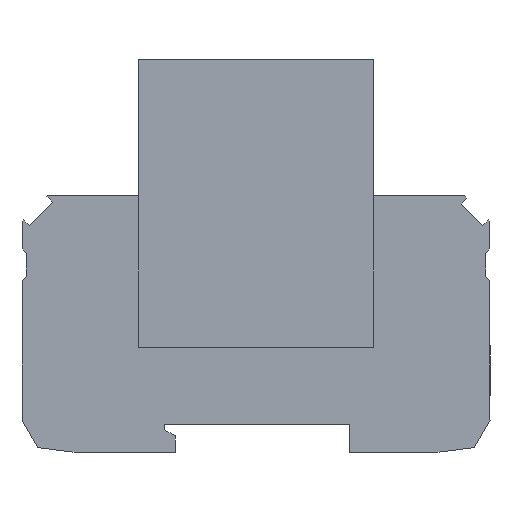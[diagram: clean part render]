
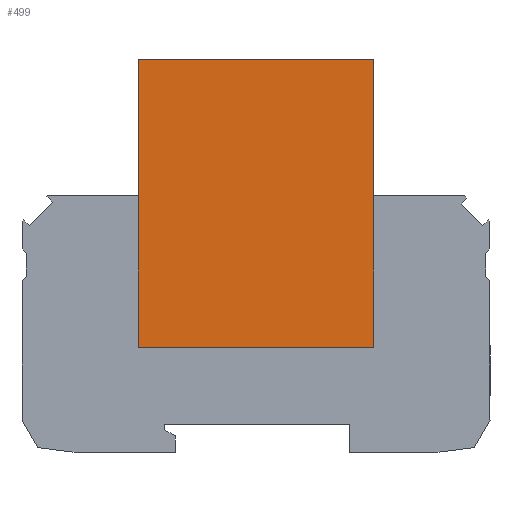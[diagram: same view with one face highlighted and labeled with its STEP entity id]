
A CAD part, left-side view. The second image highlights one B-rep face of the part: STEP entity #499.
In plain terms, the highlighted planar face has unit normal (-1, 0, 0).
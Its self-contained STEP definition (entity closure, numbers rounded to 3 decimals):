
#499=ADVANCED_FACE('',(#1031),#1032,.T.);
#1031=FACE_OUTER_BOUND('',#1569,.T.);
#1032=PLANE('',#1570);
#1569=EDGE_LOOP('',(#2933,#2934,#2935,#2936,#2937,#2938));
#1570=AXIS2_PLACEMENT_3D('',#2939,#2940,#2941);
#2933=ORIENTED_EDGE('',*,*,#3689,.F.);
#2934=ORIENTED_EDGE('',*,*,#3690,.T.);
#2935=ORIENTED_EDGE('',*,*,#3566,.F.);
#2936=ORIENTED_EDGE('',*,*,#3582,.F.);
#2937=ORIENTED_EDGE('',*,*,#3578,.F.);
#2938=ORIENTED_EDGE('',*,*,#3574,.T.);
#2939=CARTESIAN_POINT('',(0.1,44.65,40.482));
#2940=DIRECTION('',(-1.0,0.0,0.0));
#2941=DIRECTION('',(0.0,1.0,0.0));
#3566=EDGE_CURVE('',#4382,#4384,#4385,.T.);
#3574=EDGE_CURVE('',#4397,#4395,#4398,.T.);
#3578=EDGE_CURVE('',#4397,#4403,#4404,.T.);
#3582=EDGE_CURVE('',#4403,#4382,#4409,.T.);
#3689=EDGE_CURVE('',#4551,#4395,#4552,.T.);
#3690=EDGE_CURVE('',#4551,#4384,#4553,.T.);
#4382=VERTEX_POINT('',#5547);
#4384=VERTEX_POINT('',#5550);
#4385=LINE('',#5551,#5552);
#4395=VERTEX_POINT('',#5566);
#4397=VERTEX_POINT('',#5569);
#4398=LINE('',#5570,#5571);
#4403=VERTEX_POINT('',#5578);
#4404=LINE('',#5579,#5580);
#4409=LINE('',#5587,#5588);
#4551=VERTEX_POINT('',#5800);
#4552=LINE('',#5801,#5802);
#4553=LINE('',#5803,#5804);
#5547=CARTESIAN_POINT('',(0.1,67.45,49.35));
#5550=CARTESIAN_POINT('',(0.1,67.45,75.5));
#5551=CARTESIAN_POINT('',(0.1,67.45,5.5));
#5552=VECTOR('',#6195,1.0);
#5566=CARTESIAN_POINT('',(0.1,22.35,49.35));
#5569=CARTESIAN_POINT('',(0.1,22.35,20.2));
#5570=CARTESIAN_POINT('',(0.1,22.35,60.37));
#5571=VECTOR('',#6201,1.0);
#5578=CARTESIAN_POINT('',(0.1,67.45,20.2));
#5579=CARTESIAN_POINT('',(0.1,67.45,20.2));
#5580=VECTOR('',#6204,1.0);
#5587=CARTESIAN_POINT('',(0.1,67.45,57.028));
#5588=VECTOR('',#6207,1.0);
#5800=CARTESIAN_POINT('',(0.1,22.35,75.5));
#5801=CARTESIAN_POINT('',(0.1,22.35,5.5));
#5802=VECTOR('',#6296,1.0);
#5803=CARTESIAN_POINT('',(0.1,44.9,75.5));
#5804=VECTOR('',#6297,1.0);
#6195=DIRECTION('',(0.0,0.,1.0));
#6201=DIRECTION('',(0.0,0.0,1.0));
#6204=DIRECTION('',(0.0,1.0,0.));
#6207=DIRECTION('',(0.0,0.0,1.0));
#6296=DIRECTION('',(0.0,0.,-1.0));
#6297=DIRECTION('',(0.0,1.0,0.));
